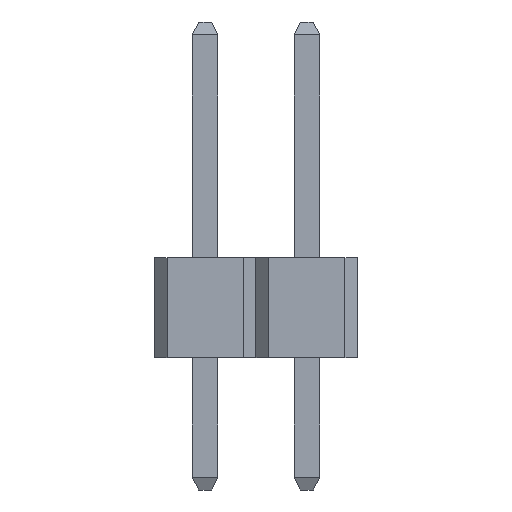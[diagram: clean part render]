
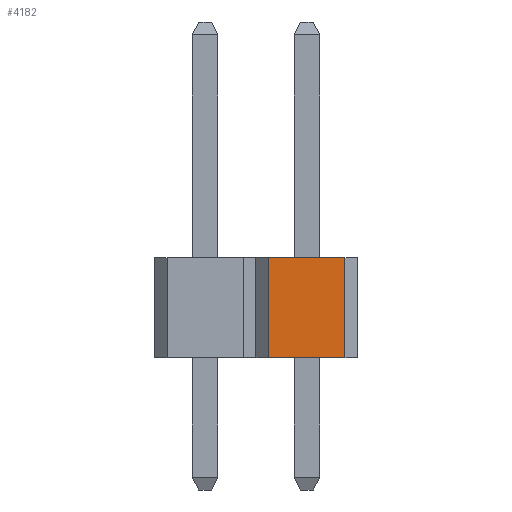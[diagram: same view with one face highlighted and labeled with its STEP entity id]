
A CAD part, left-side view. The second image highlights one B-rep face of the part: STEP entity #4182.
In plain terms, the highlighted planar face has unit normal (-1, 0, 0).
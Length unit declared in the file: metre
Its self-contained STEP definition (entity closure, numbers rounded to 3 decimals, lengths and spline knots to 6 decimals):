
#780=ORIENTED_EDGE('',*,*,#1544,.T.);
#781=ORIENTED_EDGE('',*,*,#1545,.T.);
#782=ORIENTED_EDGE('',*,*,#1546,.F.);
#783=ORIENTED_EDGE('',*,*,#1547,.T.);
#1544=EDGE_CURVE('',#1962,#1963,#2454,.T.);
#1545=EDGE_CURVE('',#1963,#1964,#2455,.T.);
#1546=EDGE_CURVE('',#1965,#1964,#2456,.T.);
#1547=EDGE_CURVE('',#1965,#1962,#2457,.T.);
#1962=VERTEX_POINT('',#6662);
#1963=VERTEX_POINT('',#6663);
#1964=VERTEX_POINT('',#6665);
#1965=VERTEX_POINT('',#6667);
#2454=LINE('',#6661,#3016);
#2455=LINE('',#6664,#3017);
#2456=LINE('',#6666,#3018);
#2457=LINE('',#6668,#3019);
#3016=VECTOR('',#5529,1.);
#3017=VECTOR('',#5530,1.);
#3018=VECTOR('',#5531,1.);
#3019=VECTOR('',#5532,1.);
#3398=EDGE_LOOP('',(#780,#781,#782,#783));
#3662=FACE_BOUND('',#3398,.T.);
#3926=PLANE('',#4691);
#4182=ADVANCED_FACE('',(#3662),#3926,.F.);
#4691=AXIS2_PLACEMENT_3D('',#6660,#5527,#5528);
#5527=DIRECTION('',(1.,0.,0.));
#5528=DIRECTION('',(0.,0.,-1.));
#5529=DIRECTION('',(0.,-1.,0.));
#5530=DIRECTION('',(0.,0.,1.));
#5531=DIRECTION('',(0.,-1.,0.));
#5532=DIRECTION('',(0.,0.,-1.));
#6660=CARTESIAN_POINT('',(-0.00127,0.,0.0025));
#6661=CARTESIAN_POINT('',(-0.00127,0.,0.));
#6662=CARTESIAN_POINT('',(-0.00127,0.00095,0.));
#6663=CARTESIAN_POINT('',(-0.00127,-0.00095,0.));
#6664=CARTESIAN_POINT('',(-0.00127,-0.00095,0.0025));
#6665=CARTESIAN_POINT('',(-0.00127,-0.00095,0.0025));
#6666=CARTESIAN_POINT('',(-0.00127,0.,0.0025));
#6667=CARTESIAN_POINT('',(-0.00127,0.00095,0.0025));
#6668=CARTESIAN_POINT('',(-0.00127,0.00095,0.));
